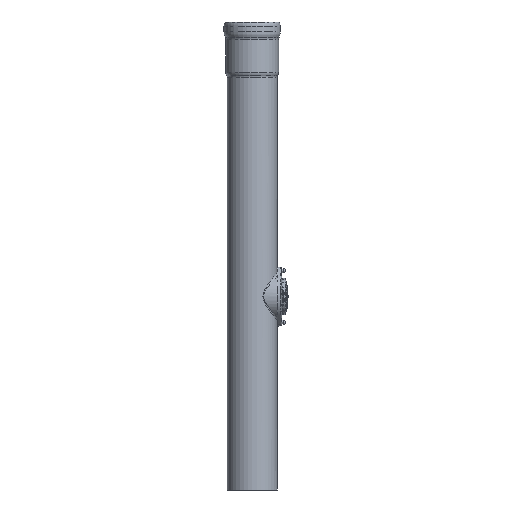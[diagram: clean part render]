
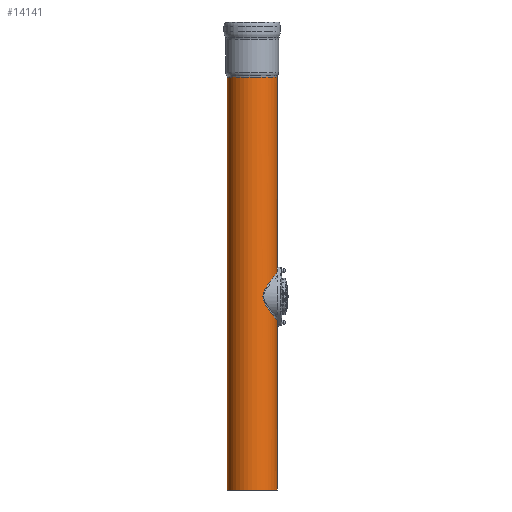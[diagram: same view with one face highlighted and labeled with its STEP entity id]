
A CAD part, left-side view. The second image highlights one B-rep face of the part: STEP entity #14141.
In plain terms, the highlighted cylindrical face has radius 795 mm (diameter 1590 mm), a full revolution.
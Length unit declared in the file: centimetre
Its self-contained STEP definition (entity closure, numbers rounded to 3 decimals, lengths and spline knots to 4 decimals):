
#662=LINE('',#20378,#2093);
#663=LINE('',#20380,#2094);
#2093=VECTOR('',#15910,79.5);
#2094=VECTOR('',#15911,79.5);
#3523=CYLINDRICAL_SURFACE('',#14973,79.5);
#3598=FACE_OUTER_BOUND('',#4410,.T.);
#4410=EDGE_LOOP('',(#9490,#9491,#9492,#9493,#9494,#9495,#9496,#9497,#9498,
#9499));
#5305=B_SPLINE_CURVE_WITH_KNOTS('',3,(#20240,#20241,#20242,#20243,#20244,
#20245,#20246,#20247,#20248,#20249,#20250,#20251,#20252,#20253,#20254,#20255,
#20256,#20257),.UNSPECIFIED.,.F.,.F.,(4,1,1,1,1,1,1,1,1,1,1,1,1,1,1,4),
(0.,4.2462,8.4924,12.7387,16.9849,
25.4773,33.9698,42.4622,50.9547,59.4471,
67.9396,79.2628,90.5861,101.9094,113.2326,
118.8913),.UNSPECIFIED.);
#5306=B_SPLINE_CURVE_WITH_KNOTS('',3,(#20259,#20260,#20261,#20262,#20263,
#20264,#20265,#20266,#20267,#20268,#20269,#20270,#20271,#20272,#20273,#20274,
#20275,#20276,#20277,#20278,#20279,#20280,#20281,#20282,#20283,#20284,#20285,
#20286,#20287,#20288,#20289,#20290,#20291),.UNSPECIFIED.,.F.,.F.,(4,1,1,
1,1,1,1,1,1,1,1,1,1,1,1,1,1,1,1,1,1,1,1,1,1,1,1,1,1,1,4),(118.8913,
118.8943,124.5559,135.8792,147.2024,158.5257,
169.849,181.1722,192.4955,203.8187,209.4804,
215.142,220.8036,226.4653,230.2397,234.0141,
237.7885,241.563,249.1118,254.7734,260.4351,
266.0967,271.7583,283.0816,294.4049,305.7281,
317.0514,328.3746,339.6979,351.0212,356.6759),
 .UNSPECIFIED.);
#5307=B_SPLINE_CURVE_WITH_KNOTS('',3,(#20292,#20293,#20294,#20295,#20296,
#20297,#20298,#20299,#20300,#20301,#20302,#20303,#20304,#20305,#20306,#20307,
#20308,#20309,#20310,#20311),.UNSPECIFIED.,.F.,.F.,(4,1,1,1,1,1,1,1,1,1,
1,1,1,1,1,1,1,4),(356.6759,356.6828,362.3444,369.8933,
377.4421,384.991,392.5398,400.0887,407.6375,
424.6224,433.1148,441.6073,450.0997,458.5922,
462.8384,467.0846,471.3309,475.5771),
 .UNSPECIFIED.);
#5492=CIRCLE('',#14974,79.5);
#5493=CIRCLE('',#14975,79.5);
#5494=CIRCLE('',#14976,79.5);
#5916=VERTEX_POINT('',#20237);
#5917=VERTEX_POINT('',#20239);
#5918=VERTEX_POINT('',#20258);
#5919=VERTEX_POINT('',#20376);
#5920=VERTEX_POINT('',#20379);
#5921=VERTEX_POINT('',#20381);
#7314=EDGE_CURVE('',#5916,#5917,#5305,.T.);
#7315=EDGE_CURVE('',#5917,#5918,#5306,.T.);
#7316=EDGE_CURVE('',#5918,#5916,#5307,.T.);
#7318=EDGE_CURVE('',#5919,#5919,#5492,.T.);
#7319=EDGE_CURVE('',#5919,#5918,#662,.T.);
#7320=EDGE_CURVE('',#5917,#5920,#663,.T.);
#7321=EDGE_CURVE('',#5920,#5921,#5493,.T.);
#7322=EDGE_CURVE('',#5921,#5920,#5494,.T.);
#9490=ORIENTED_EDGE('',*,*,#7318,.F.);
#9491=ORIENTED_EDGE('',*,*,#7319,.T.);
#9492=ORIENTED_EDGE('',*,*,#7315,.F.);
#9493=ORIENTED_EDGE('',*,*,#7320,.T.);
#9494=ORIENTED_EDGE('',*,*,#7321,.T.);
#9495=ORIENTED_EDGE('',*,*,#7322,.T.);
#9496=ORIENTED_EDGE('',*,*,#7320,.F.);
#9497=ORIENTED_EDGE('',*,*,#7314,.F.);
#9498=ORIENTED_EDGE('',*,*,#7316,.F.);
#9499=ORIENTED_EDGE('',*,*,#7319,.F.);
#14141=ADVANCED_FACE('',(#3598),#3523,.T.);
#14973=AXIS2_PLACEMENT_3D('',#20375,#15906,#15907);
#14974=AXIS2_PLACEMENT_3D('',#20377,#15908,#15909);
#14975=AXIS2_PLACEMENT_3D('',#20382,#15912,#15913);
#14976=AXIS2_PLACEMENT_3D('',#20383,#15914,#15915);
#15906=DIRECTION('center_axis',(0.,0.,
-1.));
#15907=DIRECTION('ref_axis',(0.,1.,0.));
#15908=DIRECTION('center_axis',(0.,0.,
-1.));
#15909=DIRECTION('ref_axis',(1.,0.,0.));
#15910=DIRECTION('',(0.,0.,1.));
#15911=DIRECTION('',(0.,0.,1.));
#15912=DIRECTION('center_axis',(0.,0.,
-1.));
#15913=DIRECTION('ref_axis',(0.,-1.,0.));
#15914=DIRECTION('center_axis',(0.,0.,
-1.));
#15915=DIRECTION('ref_axis',(0.,-1.,0.));
#20237=CARTESIAN_POINT('',(370.9436,85.8298,620.));
#20239=CARTESIAN_POINT('',(299.3472,40.887,696.9999));
#20240=CARTESIAN_POINT('Ctrl Pts',(370.9436,85.8298,620.));
#20241=CARTESIAN_POINT('Ctrl Pts',(370.9436,85.8298,621.5728));
#20242=CARTESIAN_POINT('Ctrl Pts',(370.8536,85.6424,624.7177));
#20243=CARTESIAN_POINT('Ctrl Pts',(370.4569,84.8327,629.3467));
#20244=CARTESIAN_POINT('Ctrl Pts',(369.8211,83.583,633.8249));
#20245=CARTESIAN_POINT('Ctrl Pts',(368.6855,81.4591,639.5653));
#20246=CARTESIAN_POINT('Ctrl Pts',(366.7809,78.1821,646.3097));
#20247=CARTESIAN_POINT('Ctrl Pts',(363.814,73.7517,653.8186));
#20248=CARTESIAN_POINT('Ctrl Pts',(360.1994,69.1062,660.8315));
#20249=CARTESIAN_POINT('Ctrl Pts',(355.9457,64.4316,667.3835));
#20250=CARTESIAN_POINT('Ctrl Pts',(351.0412,59.8576,673.4801));
#20251=CARTESIAN_POINT('Ctrl Pts',(344.8522,55.0155,679.7097));
#20252=CARTESIAN_POINT('Ctrl Pts',(337.0846,50.1624,685.7689));
#20253=CARTESIAN_POINT('Ctrl Pts',(327.4322,45.7469,691.1621));
#20254=CARTESIAN_POINT('Ctrl Pts',(316.715,42.5268,695.0403));
#20255=CARTESIAN_POINT('Ctrl Pts',(307.1457,41.1015,696.7436));
#20256=CARTESIAN_POINT('Ctrl Pts',(301.2964,40.887,696.9999));
#20257=CARTESIAN_POINT('Ctrl Pts',(299.3472,40.887,696.9999));
#20258=CARTESIAN_POINT('',(299.3472,40.887,543.0001));
#20259=CARTESIAN_POINT('Ctrl Pts',(299.3472,40.887,696.9999));
#20260=CARTESIAN_POINT('Ctrl Pts',(299.3462,40.887,696.9999));
#20261=CARTESIAN_POINT('Ctrl Pts',(297.3949,40.887,696.9998));
#20262=CARTESIAN_POINT('Ctrl Pts',(291.5427,41.1021,696.743));
#20263=CARTESIAN_POINT('Ctrl Pts',(281.9725,42.5285,695.0384));
#20264=CARTESIAN_POINT('Ctrl Pts',(271.2575,45.7486,691.16));
#20265=CARTESIAN_POINT('Ctrl Pts',(261.604,50.1655,685.7652));
#20266=CARTESIAN_POINT('Ctrl Pts',(253.1321,55.4594,679.1551));
#20267=CARTESIAN_POINT('Ctrl Pts',(245.8552,61.3445,671.556));
#20268=CARTESIAN_POINT('Ctrl Pts',(239.7561,67.5437,663.1193));
#20269=CARTESIAN_POINT('Ctrl Pts',(235.6224,72.7405,655.4201));
#20270=CARTESIAN_POINT('Ctrl Pts',(232.889,76.7113,648.8179));
#20271=CARTESIAN_POINT('Ctrl Pts',(231.1365,79.5114,643.6207));
#20272=CARTESIAN_POINT('Ctrl Pts',(229.6984,82.0251,638.1484));
#20273=CARTESIAN_POINT('Ctrl Pts',(228.7283,83.8617,633.0119));
#20274=CARTESIAN_POINT('Ctrl Pts',(228.136,85.0385,628.3227));
#20275=CARTESIAN_POINT('Ctrl Pts',(227.8216,85.6824,624.1915));
#20276=CARTESIAN_POINT('Ctrl Pts',(227.7151,85.9035,619.9966));
#20277=CARTESIAN_POINT('Ctrl Pts',(227.8574,85.6085,614.4013));
#20278=CARTESIAN_POINT('Ctrl Pts',(228.4861,84.3209,608.2645));
#20279=CARTESIAN_POINT('Ctrl Pts',(229.7003,82.0215,601.8448));
#20280=CARTESIAN_POINT('Ctrl Pts',(231.1389,79.5076,596.3707));
#20281=CARTESIAN_POINT('Ctrl Pts',(232.8919,76.7068,591.1747));
#20282=CARTESIAN_POINT('Ctrl Pts',(235.624,72.7385,584.5767));
#20283=CARTESIAN_POINT('Ctrl Pts',(239.7592,67.5398,576.8749));
#20284=CARTESIAN_POINT('Ctrl Pts',(245.864,61.3366,568.4336));
#20285=CARTESIAN_POINT('Ctrl Pts',(253.1375,55.4558,560.8403));
#20286=CARTESIAN_POINT('Ctrl Pts',(261.6116,50.1612,554.2294));
#20287=CARTESIAN_POINT('Ctrl Pts',(271.2673,45.745,548.8356));
#20288=CARTESIAN_POINT('Ctrl Pts',(281.9808,42.5265,544.9593));
#20289=CARTESIAN_POINT('Ctrl Pts',(291.5518,41.1013,543.2561));
#20290=CARTESIAN_POINT('Ctrl Pts',(297.3997,40.8869,543.));
#20291=CARTESIAN_POINT('Ctrl Pts',(299.3472,40.887,543.0001));
#20292=CARTESIAN_POINT('Ctrl Pts',(299.3472,40.887,543.0001));
#20293=CARTESIAN_POINT('Ctrl Pts',(299.3496,40.887,543.0001));
#20294=CARTESIAN_POINT('Ctrl Pts',(301.3019,40.8871,543.0003));
#20295=CARTESIAN_POINT('Ctrl Pts',(305.8537,41.055,543.2007));
#20296=CARTESIAN_POINT('Ctrl Pts',(312.9036,41.9258,544.2415));
#20297=CARTESIAN_POINT('Ctrl Pts',(320.3182,43.5807,546.2277));
#20298=CARTESIAN_POINT('Ctrl Pts',(327.3405,45.8605,548.9814));
#20299=CARTESIAN_POINT('Ctrl Pts',(333.8954,48.6722,552.4104));
#20300=CARTESIAN_POINT('Ctrl Pts',(339.9401,51.9216,556.4222));
#20301=CARTESIAN_POINT('Ctrl Pts',(347.7513,57.0133,562.8221));
#20302=CARTESIAN_POINT('Ctrl Pts',(354.5329,62.8773,570.4402));
#20303=CARTESIAN_POINT('Ctrl Pts',(360.2066,69.115,579.1804));
#20304=CARTESIAN_POINT('Ctrl Pts',(363.8144,73.7527,586.184));
#20305=CARTESIAN_POINT('Ctrl Pts',(366.7799,78.1804,593.6868));
#20306=CARTESIAN_POINT('Ctrl Pts',(368.6858,81.4595,600.4354));
#20307=CARTESIAN_POINT('Ctrl Pts',(369.8212,83.5833,606.1761));
#20308=CARTESIAN_POINT('Ctrl Pts',(370.457,84.8329,610.654));
#20309=CARTESIAN_POINT('Ctrl Pts',(370.8535,85.6423,615.2818));
#20310=CARTESIAN_POINT('Ctrl Pts',(370.9436,85.8298,618.4272));
#20311=CARTESIAN_POINT('Ctrl Pts',(370.9436,85.8298,620.));
#20375=CARTESIAN_POINT('Origin',(299.3471,120.3869,1313.5469));
#20376=CARTESIAN_POINT('',(299.3471,40.8869,0.));
#20377=CARTESIAN_POINT('Origin',(299.3471,120.3869,0.));
#20378=CARTESIAN_POINT('',(299.3471,40.8869,1313.5469));
#20379=CARTESIAN_POINT('',(299.3471,40.8869,1322.4723));
#20380=CARTESIAN_POINT('',(299.3471,40.8869,1313.5469));
#20381=CARTESIAN_POINT('',(219.8471,120.3869,1322.4723));
#20382=CARTESIAN_POINT('Origin',(299.3471,120.3869,1322.4723));
#20383=CARTESIAN_POINT('Origin',(299.3471,120.3869,1322.4723));
